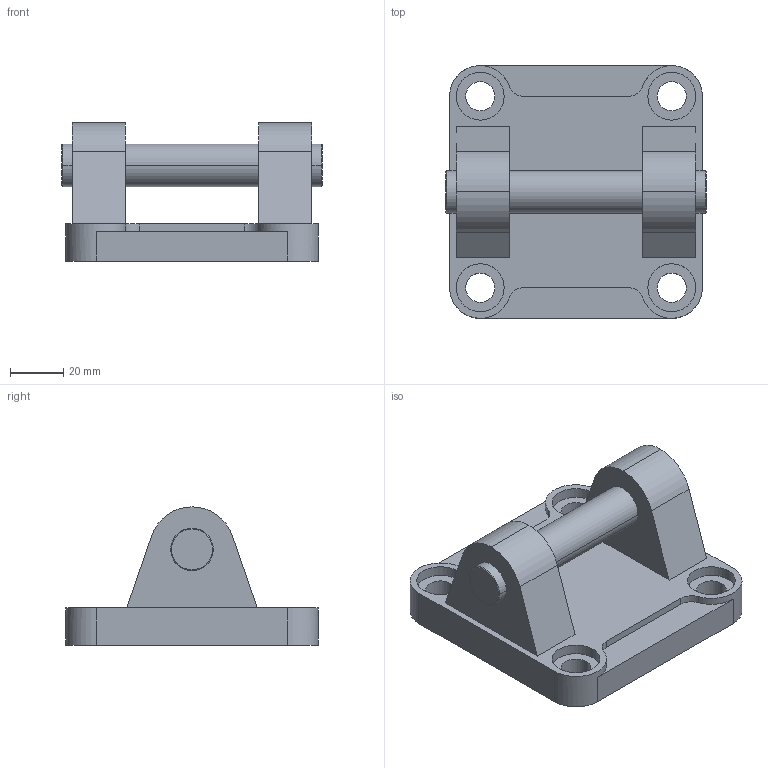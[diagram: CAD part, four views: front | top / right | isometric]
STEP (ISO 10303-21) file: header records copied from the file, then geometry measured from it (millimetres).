
FILE_DESCRIPTION(('STEP AP214'),'1');
FILE_NAME('chape_nc080a.stp','2017-05-03T08:47:12',('TraceParts'),('TraceParts S.A.'),'Spatial InterOp 3D',' ',' ');
FILE_SCHEMA(('automotive_design'));
Length unit declared in the file: millimetre
Products named in the file (1): chape_nc080a
Bounding box: 98 x 95 x 52 mm (x, y, z)
Volume: 169829.9 mm3; surface area: 34845.1 mm2
Topology: 1 solids, 1 shells, 65 faces, 158 edges, 104 vertices
Faces by surface type: cylinder 36, plane 25, cone 4
Entity records: 1975 total; most frequent: DIRECTION 370, CARTESIAN_POINT 328, ORIENTED_EDGE 316, EDGE_CURVE 158, AXIS2_PLACEMENT_3D 146, VERTEX_POINT 104, EDGE_LOOP 84, CIRCLE 80
